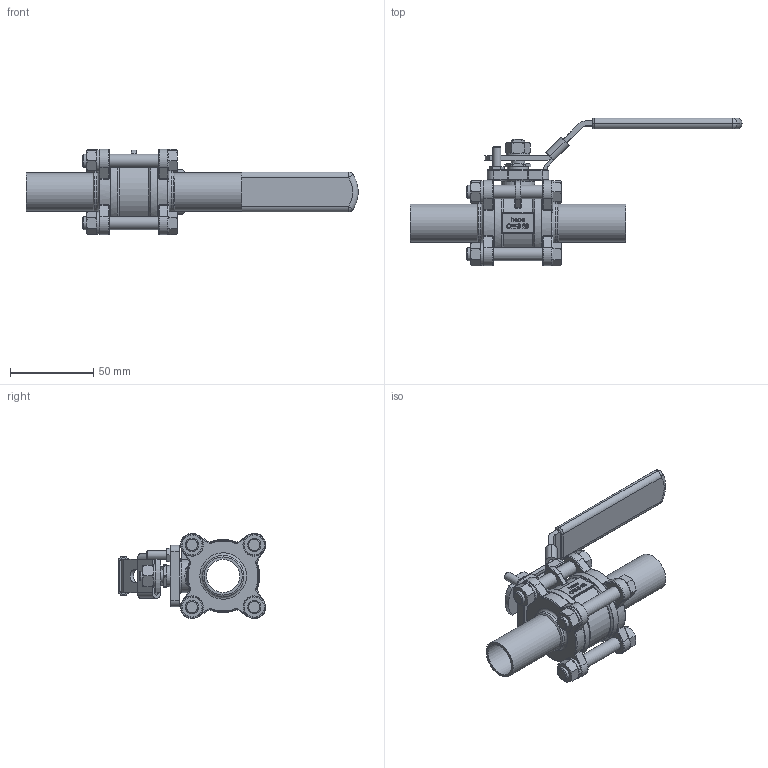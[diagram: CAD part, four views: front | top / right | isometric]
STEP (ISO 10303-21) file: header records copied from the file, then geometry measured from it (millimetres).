
FILE_DESCRIPTION (( 'STEP AP214' ), '1' );
FILE_NAME ('ORK3-23 Kugelhahn DIN11852 heco.STEP', '2015-06-02T08:55:31', ( 'test' ), ( '' ), 'SwSTEP 2.0', 'SolidWorks 2011', '' );
FILE_SCHEMA (( 'AUTOMOTIVE_DESIGN' ));
Length unit declared in the file: millimetre
Products named in the file (1): ORK3-23 Kugelhahn DIN11852 heco
Bounding box: 199.94 x 88.97 x 51.45 mm (x, y, z)
Volume: 107087.8 mm3; surface area: 47312 mm2
Topology: 1 solids, 1 shells, 1011 faces, 2475 edges, 1490 vertices
Faces by surface type: plane 348, bspline 273, cylinder 182, cone 102, torus 94, sphere 12
Full cylindrical faces by diameter (mm): 4.2 x4, 5 x1, 8 x10, 8.5 x9, 12.7 x1, 13.5 x4, 14 x1, 20 x1, 23 x2, 25 x2, 43 x2, 44 x2
Entity records: 51875 total; most frequent: CARTESIAN_POINT 19498, ORIENTED_EDGE 4708, DIRECTION 3759, EDGE_CURVE 2354, VERTEX_POINT 1463, AXIS2_PLACEMENT_3D 1402, EDGE_LOOP 1153, FACE_OUTER_BOUND 1057
